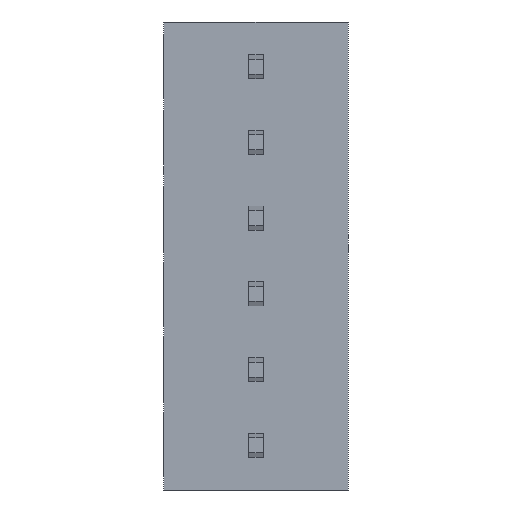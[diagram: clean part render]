
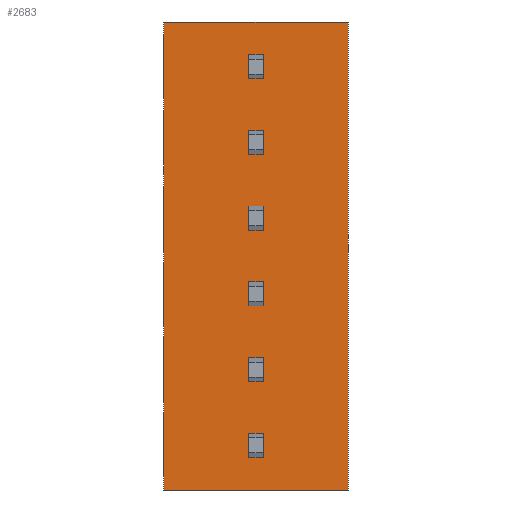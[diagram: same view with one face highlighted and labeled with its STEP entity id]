
A CAD part, front view. The second image highlights one B-rep face of the part: STEP entity #2683.
In plain terms, the highlighted planar face has unit normal (0, -1, 0).
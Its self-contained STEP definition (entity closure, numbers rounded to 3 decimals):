
#54=DIRECTION('',(0.,0.,1.));
#55=VECTOR('',#54,15.7);
#56=CARTESIAN_POINT('',(3.1,0.,-1.5));
#57=LINE('',#56,#55);
#328=DIRECTION('',(1.,0.,0.));
#329=VECTOR('',#328,0.5);
#330=CARTESIAN_POINT('',(-0.25,0.,-0.4));
#331=LINE('',#330,#329);
#332=DIRECTION('',(0.,0.,1.));
#333=VECTOR('',#332,0.8);
#334=CARTESIAN_POINT('',(0.25,0.,-0.4));
#335=LINE('',#334,#333);
#336=DIRECTION('',(-1.,0.,0.));
#337=VECTOR('',#336,0.5);
#338=CARTESIAN_POINT('',(0.25,0.,0.4));
#339=LINE('',#338,#337);
#340=DIRECTION('',(0.,0.,-1.));
#341=VECTOR('',#340,0.8);
#342=CARTESIAN_POINT('',(-0.25,0.,0.4));
#343=LINE('',#342,#341);
#344=DIRECTION('',(1.,0.,0.));
#345=VECTOR('',#344,6.2);
#346=CARTESIAN_POINT('',(-3.1,0.,14.2));
#347=LINE('',#346,#345);
#348=DIRECTION('',(-1.,0.,0.));
#349=VECTOR('',#348,6.2);
#350=CARTESIAN_POINT('',(3.1,0.,-1.5));
#351=LINE('',#350,#349);
#352=DIRECTION('',(0.,0.,1.));
#353=VECTOR('',#352,15.7);
#354=CARTESIAN_POINT('',(-3.1,0.,-1.5));
#355=LINE('',#354,#353);
#356=DIRECTION('',(0.,0.,1.));
#357=VECTOR('',#356,0.8);
#358=CARTESIAN_POINT('',(0.25,0.,2.14));
#359=LINE('',#358,#357);
#360=DIRECTION('',(-1.,0.,0.));
#361=VECTOR('',#360,0.5);
#362=CARTESIAN_POINT('',(0.25,0.,2.94));
#363=LINE('',#362,#361);
#364=DIRECTION('',(0.,0.,-1.));
#365=VECTOR('',#364,0.8);
#366=CARTESIAN_POINT('',(-0.25,0.,2.94));
#367=LINE('',#366,#365);
#368=DIRECTION('',(-1.,0.,0.));
#369=VECTOR('',#368,0.5);
#370=CARTESIAN_POINT('',(0.25,0.,2.14));
#371=LINE('',#370,#369);
#372=DIRECTION('',(0.,0.,1.));
#373=VECTOR('',#372,0.8);
#374=CARTESIAN_POINT('',(0.25,0.,4.68));
#375=LINE('',#374,#373);
#376=DIRECTION('',(-1.,0.,0.));
#377=VECTOR('',#376,0.5);
#378=CARTESIAN_POINT('',(0.25,0.,5.48));
#379=LINE('',#378,#377);
#380=DIRECTION('',(0.,0.,-1.));
#381=VECTOR('',#380,0.8);
#382=CARTESIAN_POINT('',(-0.25,0.,5.48));
#383=LINE('',#382,#381);
#384=DIRECTION('',(-1.,0.,0.));
#385=VECTOR('',#384,0.5);
#386=CARTESIAN_POINT('',(0.25,0.,4.68));
#387=LINE('',#386,#385);
#388=DIRECTION('',(0.,0.,1.));
#389=VECTOR('',#388,0.8);
#390=CARTESIAN_POINT('',(0.25,0.,7.22));
#391=LINE('',#390,#389);
#392=DIRECTION('',(-1.,0.,0.));
#393=VECTOR('',#392,0.5);
#394=CARTESIAN_POINT('',(0.25,0.,8.02));
#395=LINE('',#394,#393);
#396=DIRECTION('',(0.,0.,-1.));
#397=VECTOR('',#396,0.8);
#398=CARTESIAN_POINT('',(-0.25,0.,8.02));
#399=LINE('',#398,#397);
#400=DIRECTION('',(-1.,0.,0.));
#401=VECTOR('',#400,0.5);
#402=CARTESIAN_POINT('',(0.25,0.,7.22));
#403=LINE('',#402,#401);
#404=DIRECTION('',(0.,0.,1.));
#405=VECTOR('',#404,0.8);
#406=CARTESIAN_POINT('',(0.25,0.,9.76));
#407=LINE('',#406,#405);
#408=DIRECTION('',(-1.,0.,0.));
#409=VECTOR('',#408,0.5);
#410=CARTESIAN_POINT('',(0.25,0.,10.56));
#411=LINE('',#410,#409);
#412=DIRECTION('',(0.,0.,-1.));
#413=VECTOR('',#412,0.8);
#414=CARTESIAN_POINT('',(-0.25,0.,10.56));
#415=LINE('',#414,#413);
#416=DIRECTION('',(-1.,0.,0.));
#417=VECTOR('',#416,0.5);
#418=CARTESIAN_POINT('',(0.25,0.,9.76));
#419=LINE('',#418,#417);
#420=DIRECTION('',(0.,0.,1.));
#421=VECTOR('',#420,0.8);
#422=CARTESIAN_POINT('',(0.25,0.,12.3));
#423=LINE('',#422,#421);
#424=DIRECTION('',(-1.,0.,0.));
#425=VECTOR('',#424,0.5);
#426=CARTESIAN_POINT('',(0.25,0.,13.1));
#427=LINE('',#426,#425);
#428=DIRECTION('',(0.,0.,-1.));
#429=VECTOR('',#428,0.8);
#430=CARTESIAN_POINT('',(-0.25,0.,13.1));
#431=LINE('',#430,#429);
#432=DIRECTION('',(-1.,0.,0.));
#433=VECTOR('',#432,0.5);
#434=CARTESIAN_POINT('',(0.25,0.,12.3));
#435=LINE('',#434,#433);
#1715=CARTESIAN_POINT('',(3.1,0.,14.2));
#1717=VERTEX_POINT('',#1715);
#1734=CARTESIAN_POINT('',(-3.1,0.,14.2));
#1735=VERTEX_POINT('',#1734);
#1737=CARTESIAN_POINT('',(3.1,0.,-1.5));
#1739=VERTEX_POINT('',#1737);
#1756=CARTESIAN_POINT('',(-3.1,0.,-1.5));
#1757=VERTEX_POINT('',#1756);
#1774=CARTESIAN_POINT('',(-0.25,0.,0.4));
#1775=CARTESIAN_POINT('',(-0.25,0.,-0.4));
#1776=VERTEX_POINT('',#1774);
#1777=VERTEX_POINT('',#1775);
#1778=CARTESIAN_POINT('',(0.25,0.,-0.4));
#1779=CARTESIAN_POINT('',(0.25,0.,0.4));
#1780=VERTEX_POINT('',#1778);
#1781=VERTEX_POINT('',#1779);
#1854=CARTESIAN_POINT('',(0.25,0.,2.94));
#1855=VERTEX_POINT('',#1854);
#1856=CARTESIAN_POINT('',(0.25,0.,2.14));
#1857=VERTEX_POINT('',#1856);
#1858=CARTESIAN_POINT('',(-0.25,0.,2.94));
#1859=VERTEX_POINT('',#1858);
#1860=CARTESIAN_POINT('',(-0.25,0.,2.14));
#1861=VERTEX_POINT('',#1860);
#1934=CARTESIAN_POINT('',(0.25,0.,5.48));
#1935=VERTEX_POINT('',#1934);
#1936=CARTESIAN_POINT('',(0.25,0.,4.68));
#1937=VERTEX_POINT('',#1936);
#1938=CARTESIAN_POINT('',(-0.25,0.,5.48));
#1939=VERTEX_POINT('',#1938);
#1940=CARTESIAN_POINT('',(-0.25,0.,4.68));
#1941=VERTEX_POINT('',#1940);
#2014=CARTESIAN_POINT('',(0.25,0.,8.02));
#2015=VERTEX_POINT('',#2014);
#2016=CARTESIAN_POINT('',(0.25,0.,7.22));
#2017=VERTEX_POINT('',#2016);
#2018=CARTESIAN_POINT('',(-0.25,0.,8.02));
#2019=VERTEX_POINT('',#2018);
#2020=CARTESIAN_POINT('',(-0.25,0.,7.22));
#2021=VERTEX_POINT('',#2020);
#2062=CARTESIAN_POINT('',(0.25,0.,10.56));
#2063=VERTEX_POINT('',#2062);
#2064=CARTESIAN_POINT('',(0.25,0.,9.76));
#2065=VERTEX_POINT('',#2064);
#2066=CARTESIAN_POINT('',(-0.25,0.,10.56));
#2067=VERTEX_POINT('',#2066);
#2068=CARTESIAN_POINT('',(-0.25,0.,9.76));
#2069=VERTEX_POINT('',#2068);
#2110=CARTESIAN_POINT('',(0.25,0.,13.1));
#2111=VERTEX_POINT('',#2110);
#2112=CARTESIAN_POINT('',(0.25,0.,12.3));
#2113=VERTEX_POINT('',#2112);
#2114=CARTESIAN_POINT('',(-0.25,0.,13.1));
#2115=VERTEX_POINT('',#2114);
#2116=CARTESIAN_POINT('',(-0.25,0.,12.3));
#2117=VERTEX_POINT('',#2116);
#2611=CARTESIAN_POINT('',(-3.1,0.,14.2));
#2612=DIRECTION('',(0.,-1.,0.));
#2613=DIRECTION('',(1.,0.,0.));
#2614=AXIS2_PLACEMENT_3D('',#2611,#2612,#2613);
#2615=PLANE('',#2614);
#2616=ORIENTED_EDGE('',*,*,#2245,.T.);
#2617=ORIENTED_EDGE('',*,*,#2278,.F.);
#2619=ORIENTED_EDGE('',*,*,#2618,.T.);
#2620=ORIENTED_EDGE('',*,*,#2543,.T.);
#2621=EDGE_LOOP('',(#2616,#2617,#2619,#2620));
#2622=FACE_OUTER_BOUND('',#2621,.F.);
#2624=ORIENTED_EDGE('',*,*,#2623,.T.);
#2626=ORIENTED_EDGE('',*,*,#2625,.T.);
#2628=ORIENTED_EDGE('',*,*,#2627,.T.);
#2630=ORIENTED_EDGE('',*,*,#2629,.T.);
#2631=EDGE_LOOP('',(#2624,#2626,#2628,#2630));
#2632=FACE_BOUND('',#2631,.F.);
#2634=ORIENTED_EDGE('',*,*,#2633,.T.);
#2636=ORIENTED_EDGE('',*,*,#2635,.T.);
#2638=ORIENTED_EDGE('',*,*,#2637,.T.);
#2640=ORIENTED_EDGE('',*,*,#2639,.F.);
#2641=EDGE_LOOP('',(#2634,#2636,#2638,#2640));
#2642=FACE_BOUND('',#2641,.F.);
#2644=ORIENTED_EDGE('',*,*,#2643,.T.);
#2646=ORIENTED_EDGE('',*,*,#2645,.T.);
#2648=ORIENTED_EDGE('',*,*,#2647,.T.);
#2650=ORIENTED_EDGE('',*,*,#2649,.F.);
#2651=EDGE_LOOP('',(#2644,#2646,#2648,#2650));
#2652=FACE_BOUND('',#2651,.F.);
#2654=ORIENTED_EDGE('',*,*,#2653,.T.);
#2656=ORIENTED_EDGE('',*,*,#2655,.T.);
#2658=ORIENTED_EDGE('',*,*,#2657,.T.);
#2660=ORIENTED_EDGE('',*,*,#2659,.F.);
#2661=EDGE_LOOP('',(#2654,#2656,#2658,#2660));
#2662=FACE_BOUND('',#2661,.F.);
#2664=ORIENTED_EDGE('',*,*,#2663,.T.);
#2666=ORIENTED_EDGE('',*,*,#2665,.T.);
#2668=ORIENTED_EDGE('',*,*,#2667,.T.);
#2670=ORIENTED_EDGE('',*,*,#2669,.F.);
#2671=EDGE_LOOP('',(#2664,#2666,#2668,#2670));
#2672=FACE_BOUND('',#2671,.F.);
#2674=ORIENTED_EDGE('',*,*,#2673,.T.);
#2676=ORIENTED_EDGE('',*,*,#2675,.T.);
#2678=ORIENTED_EDGE('',*,*,#2677,.T.);
#2680=ORIENTED_EDGE('',*,*,#2679,.F.);
#2681=EDGE_LOOP('',(#2674,#2676,#2678,#2680));
#2682=FACE_BOUND('',#2681,.F.);
#2245=EDGE_CURVE('',#1735,#1717,#347,.T.);
#2278=EDGE_CURVE('',#1739,#1717,#57,.T.);
#2543=EDGE_CURVE('',#1757,#1735,#355,.T.);
#2618=EDGE_CURVE('',#1739,#1757,#351,.T.);
#2623=EDGE_CURVE('',#1777,#1780,#331,.T.);
#2625=EDGE_CURVE('',#1780,#1781,#335,.T.);
#2627=EDGE_CURVE('',#1781,#1776,#339,.T.);
#2629=EDGE_CURVE('',#1776,#1777,#343,.T.);
#2633=EDGE_CURVE('',#1857,#1855,#359,.T.);
#2635=EDGE_CURVE('',#1855,#1859,#363,.T.);
#2637=EDGE_CURVE('',#1859,#1861,#367,.T.);
#2639=EDGE_CURVE('',#1857,#1861,#371,.T.);
#2643=EDGE_CURVE('',#1937,#1935,#375,.T.);
#2645=EDGE_CURVE('',#1935,#1939,#379,.T.);
#2647=EDGE_CURVE('',#1939,#1941,#383,.T.);
#2649=EDGE_CURVE('',#1937,#1941,#387,.T.);
#2653=EDGE_CURVE('',#2017,#2015,#391,.T.);
#2655=EDGE_CURVE('',#2015,#2019,#395,.T.);
#2657=EDGE_CURVE('',#2019,#2021,#399,.T.);
#2659=EDGE_CURVE('',#2017,#2021,#403,.T.);
#2663=EDGE_CURVE('',#2065,#2063,#407,.T.);
#2665=EDGE_CURVE('',#2063,#2067,#411,.T.);
#2667=EDGE_CURVE('',#2067,#2069,#415,.T.);
#2669=EDGE_CURVE('',#2065,#2069,#419,.T.);
#2673=EDGE_CURVE('',#2113,#2111,#423,.T.);
#2675=EDGE_CURVE('',#2111,#2115,#427,.T.);
#2677=EDGE_CURVE('',#2115,#2117,#431,.T.);
#2679=EDGE_CURVE('',#2113,#2117,#435,.T.);
#2683=ADVANCED_FACE('',(#2622,#2632,#2642,#2652,#2662,#2672,#2682),#2615,.T.);
